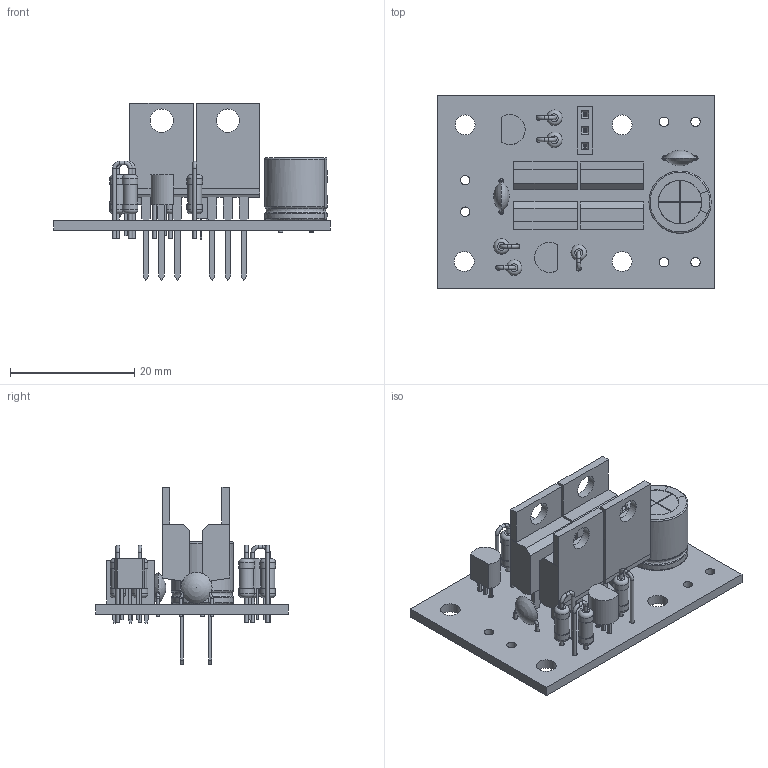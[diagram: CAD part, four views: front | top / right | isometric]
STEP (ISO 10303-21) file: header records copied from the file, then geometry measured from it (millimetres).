
FILE_DESCRIPTION(('KiCad electronic assembly'),'2;1');
FILE_NAME('H-THING.step','2018-06-29T23:25:33',('An Author'),( 'A Company'),'Open CASCADE STEP processor 6.8', 'KiCad to STEP converter','Unknown');
FILE_SCHEMA(('AUTOMOTIVE_DESIGN_CC2 { 1 2 10303 214 -1 1 5 4 }'));
Length unit declared in the file: millimetre
Products named in the file (14): Open CASCADE STEP translator 6.8 1; C_Disc_D5.0mm_W2.5mm_P5.00mm; SOLID; CP_Radial_D10.0mm_P5.00mm; PinSocket_1x03_P2.54mm_Vertical; TO-92_Inline; R_Axial_DIN0207_L6.3mm_D2.5mm_P2.54mm_Vertical; TO-220-3_Vertical; COMPOUND
Assembly tree (22 placements, depth 3):
  Open CASCADE STEP translator 6.8 1
    C_Disc_D5.0mm_W2.5mm_P5.00mm  x2
      SOLID
    CP_Radial_D10.0mm_P5.00mm
      SOLID
    PinSocket_1x03_P2.54mm_Vertical
      SOLID
    TO-92_Inline  x2
      SOLID
    R_Axial_DIN0207_L6.3mm_D2.5mm_P2.54mm_Vertical  x5
      SOLID
    TO-220-3_Vertical  x4
      SOLID
    COMPOUND
Bounding box: 44.58 x 30.99 x 28.52 mm (x, y, z)
Volume: 5312.9 mm3; surface area: 7168.3 mm2
Topology: 16 solids, 17 shells, 539 faces, 1357 edges, 886 vertices
Faces by surface type: plane 390, cylinder 110, torus 22, revolution 8, bspline 5, sphere 4
Full cylindrical faces by diameter (mm): 0.5 x8, 0.6 x20, 0.7 x2, 0.75 x6, 0.8 x14, 1 x5, 1.1 x12, 1.52 x6, 2.25 x5, 2.5 x10, 3.2 x4, 3.735 x4
Entity records: 28266 total; most frequent: CARTESIAN_POINT 11068, DIRECTION 2728, LINE 1711, VECTOR 1711, ORIENTED_EDGE 1532, PCURVE 1532, DEFINITIONAL_REPRESENTATION 1532, EDGE_CURVE 766
